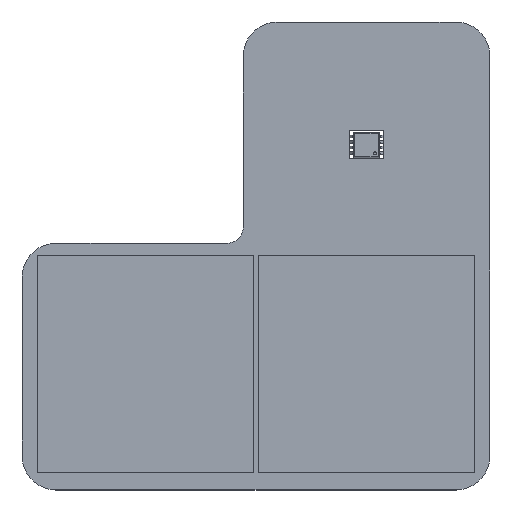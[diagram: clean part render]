
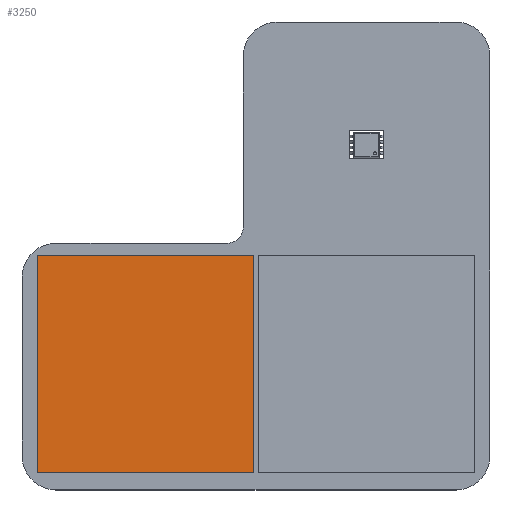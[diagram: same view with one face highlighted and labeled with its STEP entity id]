
A CAD part, top view. The second image highlights one B-rep face of the part: STEP entity #3250.
In plain terms, the highlighted face is planar.
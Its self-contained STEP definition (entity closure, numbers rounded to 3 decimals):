
#92 = PLANE('',#93);
#93 = AXIS2_PLACEMENT_3D('',#94,#95,#96);
#94 = CARTESIAN_POINT('',(13.05,1.25,12.835));
#95 = DIRECTION('',(0.,0.,-1.));
#96 = DIRECTION('',(-1.,0.,0.));
#120 = PLANE('',#121);
#121 = AXIS2_PLACEMENT_3D('',#122,#123,#124);
#122 = CARTESIAN_POINT('',(13.05,1.25,12.835));
#123 = DIRECTION('',(-1.,0.,0.));
#124 = DIRECTION('',(0.,0.,1.));
#148 = PLANE('',#149);
#149 = AXIS2_PLACEMENT_3D('',#150,#151,#152);
#150 = CARTESIAN_POINT('',(13.05,1.25,-12.835));
#151 = DIRECTION('',(0.,0.,1.));
#152 = DIRECTION('',(1.,0.,0.));
#174 = PLANE('',#175);
#175 = AXIS2_PLACEMENT_3D('',#176,#177,#178);
#176 = CARTESIAN_POINT('',(-12.48,1.25,12.835));
#177 = DIRECTION('',(1.,0.,0.));
#178 = DIRECTION('',(0.,0.,-1.));
#3054 = VERTEX_POINT('',#3055);
#3055 = CARTESIAN_POINT('',(-12.48,1.25,-12.835));
#3076 = EDGE_CURVE('',#3054,#3077,#3079,.T.);
#3077 = VERTEX_POINT('',#3078);
#3078 = CARTESIAN_POINT('',(-12.48,1.25,12.835));
#3079 = SURFACE_CURVE('',#3080,(#3084,#3091),.PCURVE_S1.);
#3080 = LINE('',#3081,#3082);
#3081 = CARTESIAN_POINT('',(-12.48,1.25,12.835));
#3082 = VECTOR('',#3083,1.);
#3083 = DIRECTION('',(0.,0.,1.));
#3084 = PCURVE('',#174,#3085);
#3085 = DEFINITIONAL_REPRESENTATION('',(#3086),#3090);
#3086 = LINE('',#3087,#3088);
#3087 = CARTESIAN_POINT('',(0.,0.));
#3088 = VECTOR('',#3089,1.);
#3089 = DIRECTION('',(-1.,0.));
#3090 = ( GEOMETRIC_REPRESENTATION_CONTEXT(2) 
PARAMETRIC_REPRESENTATION_CONTEXT() REPRESENTATION_CONTEXT('2D SPACE',''
  ) );
#3091 = PCURVE('',#3092,#3097);
#3092 = PLANE('',#3093);
#3093 = AXIS2_PLACEMENT_3D('',#3094,#3095,#3096);
#3094 = CARTESIAN_POINT('',(0.,1.25,0.));
#3095 = DIRECTION('',(0.,1.,0.));
#3096 = DIRECTION('',(0.,-0.,1.));
#3097 = DEFINITIONAL_REPRESENTATION('',(#3098),#3102);
#3098 = LINE('',#3099,#3100);
#3099 = CARTESIAN_POINT('',(12.835,-12.48));
#3100 = VECTOR('',#3101,1.);
#3101 = DIRECTION('',(1.,0.));
#3102 = ( GEOMETRIC_REPRESENTATION_CONTEXT(2) 
PARAMETRIC_REPRESENTATION_CONTEXT() REPRESENTATION_CONTEXT('2D SPACE',''
  ) );
#3130 = EDGE_CURVE('',#3077,#3131,#3133,.T.);
#3131 = VERTEX_POINT('',#3132);
#3132 = CARTESIAN_POINT('',(13.05,1.25,12.835));
#3133 = SURFACE_CURVE('',#3134,(#3138,#3145),.PCURVE_S1.);
#3134 = LINE('',#3135,#3136);
#3135 = CARTESIAN_POINT('',(13.05,1.25,12.835));
#3136 = VECTOR('',#3137,1.);
#3137 = DIRECTION('',(1.,0.,0.));
#3138 = PCURVE('',#92,#3139);
#3139 = DEFINITIONAL_REPRESENTATION('',(#3140),#3144);
#3140 = LINE('',#3141,#3142);
#3141 = CARTESIAN_POINT('',(0.,0.));
#3142 = VECTOR('',#3143,1.);
#3143 = DIRECTION('',(-1.,0.));
#3144 = ( GEOMETRIC_REPRESENTATION_CONTEXT(2) 
PARAMETRIC_REPRESENTATION_CONTEXT() REPRESENTATION_CONTEXT('2D SPACE',''
  ) );
#3145 = PCURVE('',#3092,#3146);
#3146 = DEFINITIONAL_REPRESENTATION('',(#3147),#3151);
#3147 = LINE('',#3148,#3149);
#3148 = CARTESIAN_POINT('',(12.835,13.05));
#3149 = VECTOR('',#3150,1.);
#3150 = DIRECTION('',(0.,1.));
#3151 = ( GEOMETRIC_REPRESENTATION_CONTEXT(2) 
PARAMETRIC_REPRESENTATION_CONTEXT() REPRESENTATION_CONTEXT('2D SPACE',''
  ) );
#3179 = EDGE_CURVE('',#3131,#3180,#3182,.T.);
#3180 = VERTEX_POINT('',#3181);
#3181 = CARTESIAN_POINT('',(13.05,1.25,-12.835));
#3182 = SURFACE_CURVE('',#3183,(#3187,#3194),.PCURVE_S1.);
#3183 = LINE('',#3184,#3185);
#3184 = CARTESIAN_POINT('',(13.05,1.25,12.835));
#3185 = VECTOR('',#3186,1.);
#3186 = DIRECTION('',(0.,0.,-1.));
#3187 = PCURVE('',#120,#3188);
#3188 = DEFINITIONAL_REPRESENTATION('',(#3189),#3193);
#3189 = LINE('',#3190,#3191);
#3190 = CARTESIAN_POINT('',(0.,0.));
#3191 = VECTOR('',#3192,1.);
#3192 = DIRECTION('',(-1.,0.));
#3193 = ( GEOMETRIC_REPRESENTATION_CONTEXT(2) 
PARAMETRIC_REPRESENTATION_CONTEXT() REPRESENTATION_CONTEXT('2D SPACE',''
  ) );
#3194 = PCURVE('',#3092,#3195);
#3195 = DEFINITIONAL_REPRESENTATION('',(#3196),#3200);
#3196 = LINE('',#3197,#3198);
#3197 = CARTESIAN_POINT('',(12.835,13.05));
#3198 = VECTOR('',#3199,1.);
#3199 = DIRECTION('',(-1.,0.));
#3200 = ( GEOMETRIC_REPRESENTATION_CONTEXT(2) 
PARAMETRIC_REPRESENTATION_CONTEXT() REPRESENTATION_CONTEXT('2D SPACE',''
  ) );
#3229 = EDGE_CURVE('',#3180,#3054,#3230,.T.);
#3230 = SURFACE_CURVE('',#3231,(#3235,#3242),.PCURVE_S1.);
#3231 = LINE('',#3232,#3233);
#3232 = CARTESIAN_POINT('',(13.05,1.25,-12.835));
#3233 = VECTOR('',#3234,1.);
#3234 = DIRECTION('',(-1.,0.,0.));
#3235 = PCURVE('',#148,#3236);
#3236 = DEFINITIONAL_REPRESENTATION('',(#3237),#3241);
#3237 = LINE('',#3238,#3239);
#3238 = CARTESIAN_POINT('',(0.,0.));
#3239 = VECTOR('',#3240,1.);
#3240 = DIRECTION('',(-1.,0.));
#3241 = ( GEOMETRIC_REPRESENTATION_CONTEXT(2) 
PARAMETRIC_REPRESENTATION_CONTEXT() REPRESENTATION_CONTEXT('2D SPACE',''
  ) );
#3242 = PCURVE('',#3092,#3243);
#3243 = DEFINITIONAL_REPRESENTATION('',(#3244),#3248);
#3244 = LINE('',#3245,#3246);
#3245 = CARTESIAN_POINT('',(-12.835,13.05));
#3246 = VECTOR('',#3247,1.);
#3247 = DIRECTION('',(0.,-1.));
#3248 = ( GEOMETRIC_REPRESENTATION_CONTEXT(2) 
PARAMETRIC_REPRESENTATION_CONTEXT() REPRESENTATION_CONTEXT('2D SPACE',''
  ) );
#3250 = ADVANCED_FACE('',(#3251),#3092,.T.);
#3251 = FACE_BOUND('',#3252,.T.);
#3252 = EDGE_LOOP('',(#3253,#3254,#3255,#3256));
#3253 = ORIENTED_EDGE('',*,*,#3076,.T.);
#3254 = ORIENTED_EDGE('',*,*,#3130,.T.);
#3255 = ORIENTED_EDGE('',*,*,#3179,.T.);
#3256 = ORIENTED_EDGE('',*,*,#3229,.T.);
